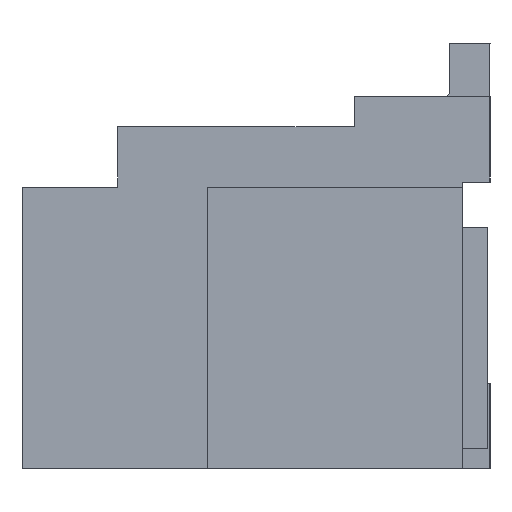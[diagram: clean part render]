
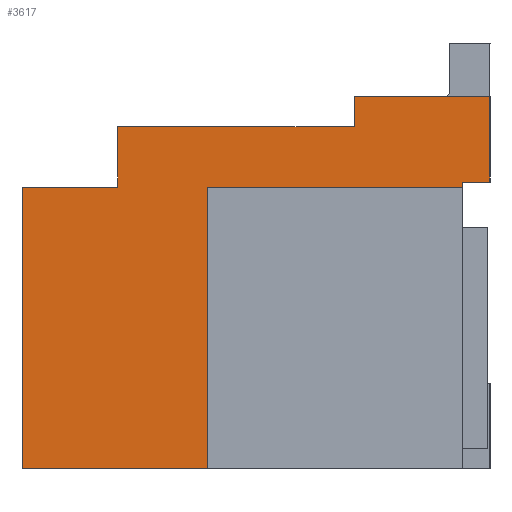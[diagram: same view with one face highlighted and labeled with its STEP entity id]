
A CAD part, left-side view. The second image highlights one B-rep face of the part: STEP entity #3617.
In plain terms, the highlighted planar face has unit normal (-1, 0, 0).
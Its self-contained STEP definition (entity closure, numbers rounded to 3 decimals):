
#437=DIRECTION('',(0.,0.,-1.));
#438=VECTOR('',#437,0.05);
#439=CARTESIAN_POINT('',(-4.625,0.27,2.85));
#440=LINE('1917',#439,#438);
#441=DIRECTION('',(0.,0.,-1.));
#442=VECTOR('',#441,2.8);
#443=CARTESIAN_POINT('',(-4.625,2.81,2.8));
#444=LINE('1919',#443,#442);
#445=DIRECTION('',(0.,1.,0.));
#446=VECTOR('',#445,1.84);
#447=CARTESIAN_POINT('',(-4.625,2.81,0.));
#448=LINE('1778',#447,#446);
#449=DIRECTION('',(0.,-1.,0.));
#450=VECTOR('',#449,2.54);
#451=CARTESIAN_POINT('',(-4.625,2.81,2.8));
#452=LINE('1918',#451,#450);
#469=DIRECTION('',(0.,0.,-1.));
#470=VECTOR('',#469,2.8);
#471=CARTESIAN_POINT('',(-4.625,4.65,2.8));
#472=LINE('1920',#471,#470);
#665=DIRECTION('',(0.,0.,-1.));
#666=VECTOR('',#665,0.3);
#667=CARTESIAN_POINT('',(-4.625,1.35,3.7));
#668=LINE('1924',#667,#666);
#753=DIRECTION('',(0.,1.,0.));
#754=VECTOR('',#753,1.35);
#755=CARTESIAN_POINT('',(-4.625,0.,3.7));
#756=LINE('2047',#755,#754);
#1257=DIRECTION('',(0.,-1.,0.));
#1258=VECTOR('',#1257,0.27);
#1259=CARTESIAN_POINT('',(-4.625,0.27,2.85));
#1260=LINE('1925',#1259,#1258);
#1273=DIRECTION('',(0.,0.,1.));
#1274=VECTOR('',#1273,0.85);
#1275=CARTESIAN_POINT('',(-4.625,0.,2.85));
#1276=LINE('2140',#1275,#1274);
#1325=DIRECTION('',(0.,1.,0.));
#1326=VECTOR('',#1325,2.35);
#1327=CARTESIAN_POINT('',(-4.625,1.35,3.4));
#1328=LINE('1923',#1327,#1326);
#1377=DIRECTION('',(0.,0.,-1.));
#1378=VECTOR('',#1377,0.6);
#1379=CARTESIAN_POINT('',(-4.625,3.7,3.4));
#1380=LINE('1922',#1379,#1378);
#1397=DIRECTION('',(0.,1.,0.));
#1398=VECTOR('',#1397,0.95);
#1399=CARTESIAN_POINT('',(-4.625,3.7,2.8));
#1400=LINE('1921',#1399,#1398);
#2109=CARTESIAN_POINT('',(-4.625,4.65,0.));
#2110=VERTEX_POINT('',#2109);
#2111=CARTESIAN_POINT('',(-4.625,2.81,0.));
#2112=VERTEX_POINT('',#2111);
#2258=CARTESIAN_POINT('',(-4.625,0.27,2.85));
#2260=VERTEX_POINT('',#2258);
#2351=CARTESIAN_POINT('',(-4.625,0.27,2.8));
#2352=VERTEX_POINT('',#2351);
#2353=CARTESIAN_POINT('',(-4.625,2.81,2.8));
#2354=VERTEX_POINT('',#2353);
#2355=CARTESIAN_POINT('',(-4.625,4.65,2.8));
#2356=VERTEX_POINT('',#2355);
#2357=CARTESIAN_POINT('',(-4.625,3.7,2.8));
#2358=VERTEX_POINT('',#2357);
#2359=CARTESIAN_POINT('',(-4.625,3.7,3.4));
#2360=VERTEX_POINT('',#2359);
#2361=CARTESIAN_POINT('',(-4.625,1.35,3.4));
#2362=VERTEX_POINT('',#2361);
#2363=CARTESIAN_POINT('',(-4.625,1.35,3.7));
#2364=VERTEX_POINT('',#2363);
#2365=CARTESIAN_POINT('',(-4.625,0.,2.85));
#2366=VERTEX_POINT('',#2365);
#2519=CARTESIAN_POINT('',(-4.625,0.,3.7));
#2520=VERTEX_POINT('',#2519);
#3589=CARTESIAN_POINT('',(-4.625,2.325,1.85));
#3590=DIRECTION('',(1.,0.,0.));
#3591=DIRECTION('',(0.,-1.,0.));
#3592=AXIS2_PLACEMENT_3D('',#3589,#3590,#3591);
#3593=PLANE('2345',#3592);
#3594=ORIENTED_EDGE('1917',*,*,#3172,.T.);
#3596=ORIENTED_EDGE('1918',*,*,#3595,.F.);
#3597=ORIENTED_EDGE('1919',*,*,#3580,.T.);
#3598=ORIENTED_EDGE('1778',*,*,#2794,.T.);
#3600=ORIENTED_EDGE('1920',*,*,#3599,.F.);
#3602=ORIENTED_EDGE('1921',*,*,#3601,.F.);
#3604=ORIENTED_EDGE('1922',*,*,#3603,.F.);
#3606=ORIENTED_EDGE('1923',*,*,#3605,.F.);
#3608=ORIENTED_EDGE('1924',*,*,#3607,.F.);
#3610=ORIENTED_EDGE('2047',*,*,#3609,.F.);
#3612=ORIENTED_EDGE('2140',*,*,#3611,.F.);
#3614=ORIENTED_EDGE('1925',*,*,#3613,.F.);
#3615=EDGE_LOOP('2345',(#3594,#3596,#3597,#3598,#3600,#3602,#3604,#3606,#3608,
#3610,#3612,#3614));
#3616=FACE_OUTER_BOUND('2345',#3615,.F.);
#3617=ADVANCED_FACE('2345',(#3616),#3593,.F.);
#2794=EDGE_CURVE('1778',#2112,#2110,#448,.T.);
#3172=EDGE_CURVE('1917',#2260,#2352,#440,.T.);
#3580=EDGE_CURVE('1919',#2354,#2112,#444,.T.);
#3595=EDGE_CURVE('1918',#2354,#2352,#452,.T.);
#3599=EDGE_CURVE('1920',#2356,#2110,#472,.T.);
#3601=EDGE_CURVE('1921',#2358,#2356,#1400,.T.);
#3603=EDGE_CURVE('1922',#2360,#2358,#1380,.T.);
#3605=EDGE_CURVE('1923',#2362,#2360,#1328,.T.);
#3607=EDGE_CURVE('1924',#2364,#2362,#668,.T.);
#3609=EDGE_CURVE('2047',#2520,#2364,#756,.T.);
#3611=EDGE_CURVE('2140',#2366,#2520,#1276,.T.);
#3613=EDGE_CURVE('1925',#2260,#2366,#1260,.T.);
